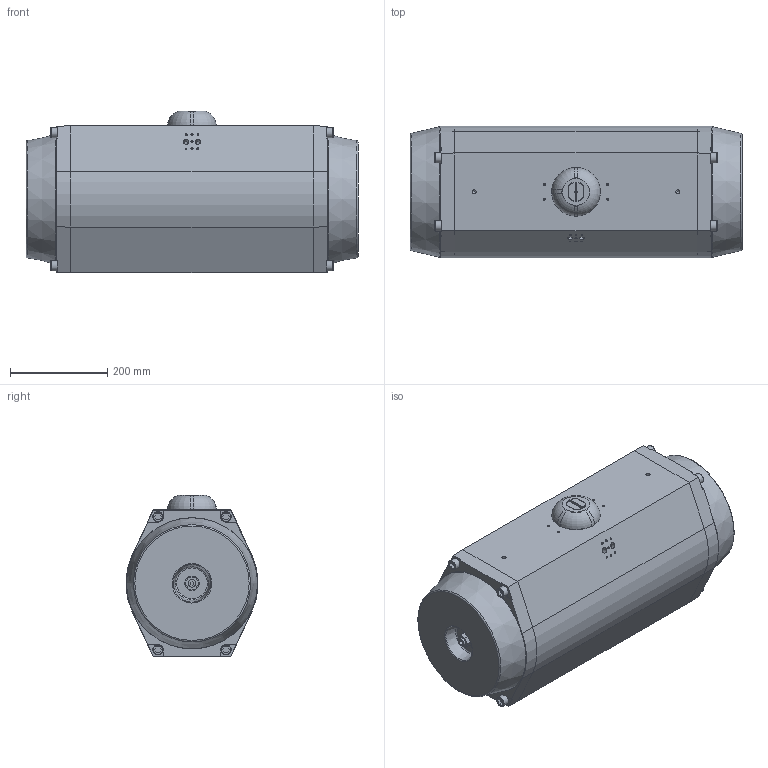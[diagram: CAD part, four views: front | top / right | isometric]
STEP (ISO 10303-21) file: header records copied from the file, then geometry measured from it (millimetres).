
FILE_DESCRIPTION(/* description */ ('Unknown'),/* implementation_level */ '2;1');
FILE_NAME(/* name */ 'DT3260',/* time_stamp */ '2022-08-11T11:57:23+02:00',/* author */ ('Unknown'),/* organization */ ('Unknown'),/* preprocessor_version */ 'ST-DEVELOPER v16.7',/* originating_system */ 'Solid Edge',/* authorisation */ 'Unknown');
FILE_SCHEMA (('AUTOMOTIVE_DESIGN {1 0 10303 214 3 1 1}'));
Length unit declared in the file: millimetre
Products named in the file (6): GTxB.255-090_AC; GTxB; GTxB_3; GTxB_2; GTxB_1; GTxB_0
Assembly tree (5 placements, depth 2):
  GTxB.255-090_AC
    GTxB
    GTxB_3
    GTxB_2
    GTxB_1
    GTxB_0
Bounding box: 683 x 270.98 x 332 mm (x, y, z)
Volume: 44179271.7 mm3; surface area: 830973.1 mm2
Topology: 5 solids, 5 shells, 325 faces, 787 edges, 508 vertices
Faces by surface type: plane 216, cylinder 44, cone 38, torus 18, bspline 9
Full cylindrical faces by diameter (mm): 4.134 x9, 4.917 x1, 8.376 x2, 11.445 x2, 16 x2, 17.294 x4, 21 x8, 30 x2, 40 x1, 75 x1, 90 x1, 134 x1
Entity records: 11350 total; most frequent: CARTESIAN_POINT 1655, DIRECTION 1469, ORIENTED_EDGE 1386, EDGE_CURVE 693, LINE 517, VECTOR 517, VERTEX_POINT 506, AXIS2_PLACEMENT_3D 476
